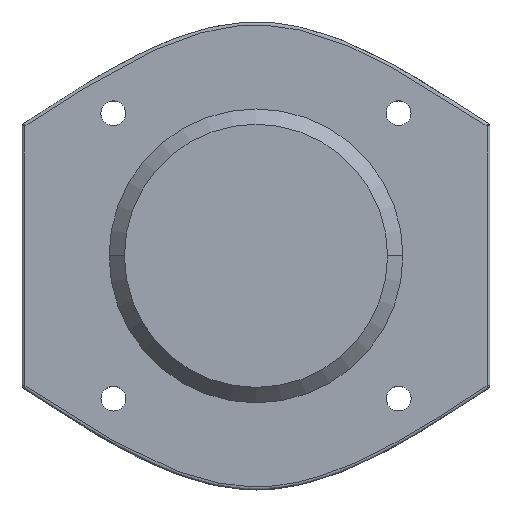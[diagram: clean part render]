
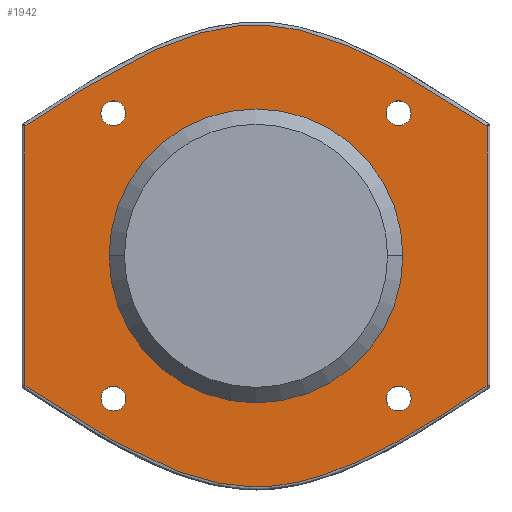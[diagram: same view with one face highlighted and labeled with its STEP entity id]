
A CAD part, top view. The second image highlights one B-rep face of the part: STEP entity #1942.
In plain terms, the highlighted planar face has unit normal (0, 0, 1).
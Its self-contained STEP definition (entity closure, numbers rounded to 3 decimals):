
#374=CARTESIAN_POINT('',(0.,0.,118.218));
#375=DIRECTION('',(0.,0.,-1.));
#376=DIRECTION('',(-1.,0.,0.));
#377=AXIS2_PLACEMENT_3D('',#374,#375,#376);
#379=CARTESIAN_POINT('',(0.,0.,118.218));
#380=DIRECTION('',(0.,0.,-1.));
#381=DIRECTION('',(1.,0.,0.));
#382=AXIS2_PLACEMENT_3D('',#379,#380,#381);
#384=CARTESIAN_POINT('',(48.781,48.8,118.218));
#385=DIRECTION('',(0.,0.,1.));
#386=DIRECTION('',(1.,0.,0.));
#387=AXIS2_PLACEMENT_3D('',#384,#385,#386);
#389=CARTESIAN_POINT('',(48.781,48.8,118.218));
#390=DIRECTION('',(0.,0.,1.));
#391=DIRECTION('',(-1.,0.,0.));
#392=AXIS2_PLACEMENT_3D('',#389,#390,#391);
#394=CARTESIAN_POINT('',(-48.8,48.781,118.218));
#395=DIRECTION('',(0.,0.,1.));
#396=DIRECTION('',(0.,1.,0.));
#397=AXIS2_PLACEMENT_3D('',#394,#395,#396);
#399=CARTESIAN_POINT('',(-48.8,48.781,118.218));
#400=DIRECTION('',(0.,0.,1.));
#401=DIRECTION('',(0.,-1.,0.));
#402=AXIS2_PLACEMENT_3D('',#399,#400,#401);
#404=CARTESIAN_POINT('',(-48.781,-48.8,118.218));
#405=DIRECTION('',(0.,0.,1.));
#406=DIRECTION('',(-1.,0.,0.));
#407=AXIS2_PLACEMENT_3D('',#404,#405,#406);
#409=CARTESIAN_POINT('',(-48.781,-48.8,118.218));
#410=DIRECTION('',(0.,0.,1.));
#411=DIRECTION('',(1.,0.,0.));
#412=AXIS2_PLACEMENT_3D('',#409,#410,#411);
#414=CARTESIAN_POINT('',(48.8,-48.781,118.218));
#415=DIRECTION('',(0.,0.,1.));
#416=DIRECTION('',(0.,-1.,0.));
#417=AXIS2_PLACEMENT_3D('',#414,#415,#416);
#419=CARTESIAN_POINT('',(48.8,-48.781,118.218));
#420=DIRECTION('',(0.,0.,1.));
#421=DIRECTION('',(0.,1.,0.));
#422=AXIS2_PLACEMENT_3D('',#419,#420,#421);
#424=DIRECTION('',(0.,-1.,0.));
#425=VECTOR('',#424,88.912);
#426=CARTESIAN_POINT('',(-79.,44.454,118.218));
#427=LINE('',#426,#425);
#428=CARTESIAN_POINT('',(79.,44.452,118.218));
#429=CARTESIAN_POINT('',(78.161,44.99,118.218));
#430=CARTESIAN_POINT('',(76.399,46.122,118.218));
#431=CARTESIAN_POINT('',(73.52,47.983,118.218));
#432=CARTESIAN_POINT('',(70.368,50.022,118.218));
#433=CARTESIAN_POINT('',(66.92,52.244,118.218));
#434=CARTESIAN_POINT('',(63.145,54.649,118.218));
#435=CARTESIAN_POINT('',(59.01,57.234,118.218));
#436=CARTESIAN_POINT('',(54.485,59.983,118.218));
#437=CARTESIAN_POINT('',(49.512,62.882,118.218));
#438=CARTESIAN_POINT('',(43.931,65.953,118.218));
#439=CARTESIAN_POINT('',(37.61,69.152,118.218));
#440=CARTESIAN_POINT('',(30.6,72.29,118.218));
#441=CARTESIAN_POINT('',(23.258,75.025,118.218));
#442=CARTESIAN_POINT('',(16.35,77.008,118.218));
#443=CARTESIAN_POINT('',(10.092,78.267,118.218));
#444=CARTESIAN_POINT('',(4.23,78.939,118.218));
#445=CARTESIAN_POINT('',(-1.513,79.075,118.218));
#446=CARTESIAN_POINT('',(-7.473,78.64,118.218));
#447=CARTESIAN_POINT('',(-13.96,77.568,118.218));
#448=CARTESIAN_POINT('',(-21.183,75.697,118.218));
#449=CARTESIAN_POINT('',(-29.005,72.957,118.218));
#450=CARTESIAN_POINT('',(-37.504,69.254,118.218));
#451=CARTESIAN_POINT('',(-46.736,64.506,118.218));
#452=CARTESIAN_POINT('',(-56.25,58.973,118.218));
#453=CARTESIAN_POINT('',(-64.852,53.586,118.218));
#454=CARTESIAN_POINT('',(-72.372,48.727,118.218));
#455=CARTESIAN_POINT('',(-76.88,45.81,118.218));
#456=CARTESIAN_POINT('',(-79.,44.454,118.218));
#458=DIRECTION('',(0.,1.,0.));
#459=VECTOR('',#458,88.905);
#460=CARTESIAN_POINT('',(79.,-44.452,118.218));
#461=LINE('',#460,#459);
#462=CARTESIAN_POINT('',(-79.,-44.458,118.218));
#463=CARTESIAN_POINT('',(-74.38,-47.413,118.218));
#464=CARTESIAN_POINT('',(-65.641,-53.123,118.218));
#465=CARTESIAN_POINT('',(-53.724,-60.532,118.218));
#466=CARTESIAN_POINT('',(-42.928,-66.574,118.218));
#467=CARTESIAN_POINT('',(-32.905,-71.379,118.218));
#468=CARTESIAN_POINT('',(-23.644,-74.947,118.218));
#469=CARTESIAN_POINT('',(-15.141,-77.349,118.218));
#470=CARTESIAN_POINT('',(-7.334,-78.699,118.218));
#471=CARTESIAN_POINT('',(-0.422,-79.115,
118.218));
#472=CARTESIAN_POINT('',(5.653,-78.824,118.218));
#473=CARTESIAN_POINT('',(11.332,-78.047,118.218));
#474=CARTESIAN_POINT('',(17.077,-76.811,118.218));
#475=CARTESIAN_POINT('',(23.502,-74.932,118.218));
#476=CARTESIAN_POINT('',(30.539,-72.313,118.218));
#477=CARTESIAN_POINT('',(37.686,-69.122,118.218));
#478=CARTESIAN_POINT('',(44.322,-65.75,118.218));
#479=CARTESIAN_POINT('',(50.115,-62.54,118.218));
#480=CARTESIAN_POINT('',(55.182,-59.566,118.218));
#481=CARTESIAN_POINT('',(59.697,-56.809,118.218));
#482=CARTESIAN_POINT('',(63.744,-54.269,118.218));
#483=CARTESIAN_POINT('',(67.404,-51.933,118.218));
#484=CARTESIAN_POINT('',(70.73,-49.789,118.218));
#485=CARTESIAN_POINT('',(73.755,-47.831,118.218));
#486=CARTESIAN_POINT('',(76.51,-46.05,118.218));
#487=CARTESIAN_POINT('',(78.197,-44.967,118.218));
#488=CARTESIAN_POINT('',(79.,-44.452,118.218));
#1331=CARTESIAN_POINT('',(-50.25,0.,118.218));
#1332=CARTESIAN_POINT('',(50.25,0.,118.218));
#1333=VERTEX_POINT('',#1331);
#1334=VERTEX_POINT('',#1332);
#1339=CARTESIAN_POINT('',(53.031,48.8,118.218));
#1340=CARTESIAN_POINT('',(44.531,48.8,118.218));
#1341=VERTEX_POINT('',#1339);
#1342=VERTEX_POINT('',#1340);
#1347=CARTESIAN_POINT('',(-48.8,53.031,118.218));
#1348=CARTESIAN_POINT('',(-48.8,44.531,118.218));
#1349=VERTEX_POINT('',#1347);
#1350=VERTEX_POINT('',#1348);
#1355=CARTESIAN_POINT('',(-53.031,-48.8,118.218));
#1356=CARTESIAN_POINT('',(-44.531,-48.8,118.218));
#1357=VERTEX_POINT('',#1355);
#1358=VERTEX_POINT('',#1356);
#1363=CARTESIAN_POINT('',(48.8,-53.031,118.218));
#1364=CARTESIAN_POINT('',(48.8,-44.531,118.218));
#1365=VERTEX_POINT('',#1363);
#1366=VERTEX_POINT('',#1364);
#1488=CARTESIAN_POINT('',(-79.,44.454,118.218));
#1489=CARTESIAN_POINT('',(-79.,-44.458,
118.218));
#1490=VERTEX_POINT('',#1488);
#1491=VERTEX_POINT('',#1489);
#1494=VERTEX_POINT('',#488);
#1509=CARTESIAN_POINT('',(79.,44.452,118.218));
#1510=VERTEX_POINT('',#1509);
#1899=CARTESIAN_POINT('',(0.,0.,118.218));
#1900=DIRECTION('',(0.,0.,1.));
#1901=DIRECTION('',(1.,0.,0.));
#1902=AXIS2_PLACEMENT_3D('',#1899,#1900,#1901);
#1903=PLANE('',#1902);
#1905=ORIENTED_EDGE('',*,*,#1904,.F.);
#1907=ORIENTED_EDGE('',*,*,#1906,.F.);
#1909=ORIENTED_EDGE('',*,*,#1908,.F.);
#1911=ORIENTED_EDGE('',*,*,#1910,.F.);
#1912=EDGE_LOOP('',(#1905,#1907,#1909,#1911));
#1913=FACE_OUTER_BOUND('',#1912,.F.);
#1915=ORIENTED_EDGE('',*,*,#1914,.F.);
#1917=ORIENTED_EDGE('',*,*,#1916,.F.);
#1918=EDGE_LOOP('',(#1915,#1917));
#1919=FACE_BOUND('',#1918,.F.);
#1920=ORIENTED_EDGE('',*,*,#1865,.T.);
#1921=ORIENTED_EDGE('',*,*,#1886,.T.);
#1922=EDGE_LOOP('',(#1920,#1921));
#1923=FACE_BOUND('',#1922,.F.);
#1925=ORIENTED_EDGE('',*,*,#1924,.T.);
#1927=ORIENTED_EDGE('',*,*,#1926,.T.);
#1928=EDGE_LOOP('',(#1925,#1927));
#1929=FACE_BOUND('',#1928,.F.);
#1931=ORIENTED_EDGE('',*,*,#1930,.T.);
#1933=ORIENTED_EDGE('',*,*,#1932,.T.);
#1934=EDGE_LOOP('',(#1931,#1933));
#1935=FACE_BOUND('',#1934,.F.);
#1937=ORIENTED_EDGE('',*,*,#1936,.T.);
#1939=ORIENTED_EDGE('',*,*,#1938,.T.);
#1940=EDGE_LOOP('',(#1937,#1939));
#1941=FACE_BOUND('',#1940,.F.);
#1942=ADVANCED_FACE('',(#1913,#1919,#1923,#1929,#1935,#1941),#1903,.T.);
#378=CIRCLE('',#377,50.25);
#383=CIRCLE('',#382,50.25);
#388=CIRCLE('',#387,4.25);
#393=CIRCLE('',#392,4.25);
#398=CIRCLE('',#397,4.25);
#403=CIRCLE('',#402,4.25);
#408=CIRCLE('',#407,4.25);
#413=CIRCLE('',#412,4.25);
#418=CIRCLE('',#417,4.25);
#423=CIRCLE('',#422,4.25);
#457=B_SPLINE_CURVE_WITH_KNOTS('',3,(#428,#429,#430,#431,#432,#433,#434,#435,
#436,#437,#438,#439,#440,#441,#442,#443,#444,#445,#446,#447,#448,#449,#450,#451,
#452,#453,#454,#455,#456),.UNSPECIFIED.,.F.,.F.,(4,1,1,1,1,1,1,1,1,1,1,1,1,1,1,
1,1,1,1,1,1,1,1,1,1,1,4),(0.,0.038,0.077,
0.115,0.154,0.192,0.231,
0.269,0.308,0.346,0.385,
0.423,0.462,0.5,0.538,0.577,
0.615,0.654,0.692,0.731,
0.769,0.808,0.846,0.885,
0.923,0.962,1.),.UNSPECIFIED.);
#489=B_SPLINE_CURVE_WITH_KNOTS('',3,(#462,#463,#464,#465,#466,#467,#468,#469,
#470,#471,#472,#473,#474,#475,#476,#477,#478,#479,#480,#481,#482,#483,#484,#485,
#486,#487,#488),.UNSPECIFIED.,.F.,.F.,(4,1,1,1,1,1,1,1,1,1,1,1,1,1,1,1,1,1,1,1,
1,1,1,1,4),(0.,0.042,0.083,0.125,0.167,
0.208,0.25,0.292,0.333,0.375,
0.417,0.458,0.5,0.542,0.583,
0.625,0.667,0.708,0.75,0.792,
0.833,0.875,0.917,0.958,1.),
.UNSPECIFIED.);
#1865=EDGE_CURVE('',#1341,#1342,#388,.T.);
#1886=EDGE_CURVE('',#1342,#1341,#393,.T.);
#1904=EDGE_CURVE('',#1490,#1491,#427,.T.);
#1906=EDGE_CURVE('',#1510,#1490,#457,.T.);
#1908=EDGE_CURVE('',#1494,#1510,#461,.T.);
#1910=EDGE_CURVE('',#1491,#1494,#489,.T.);
#1914=EDGE_CURVE('',#1333,#1334,#378,.T.);
#1916=EDGE_CURVE('',#1334,#1333,#383,.T.);
#1924=EDGE_CURVE('',#1349,#1350,#398,.T.);
#1926=EDGE_CURVE('',#1350,#1349,#403,.T.);
#1930=EDGE_CURVE('',#1357,#1358,#408,.T.);
#1932=EDGE_CURVE('',#1358,#1357,#413,.T.);
#1936=EDGE_CURVE('',#1365,#1366,#418,.T.);
#1938=EDGE_CURVE('',#1366,#1365,#423,.T.);
